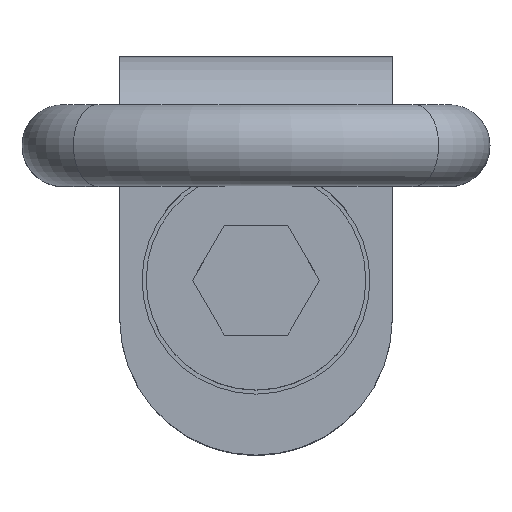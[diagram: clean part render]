
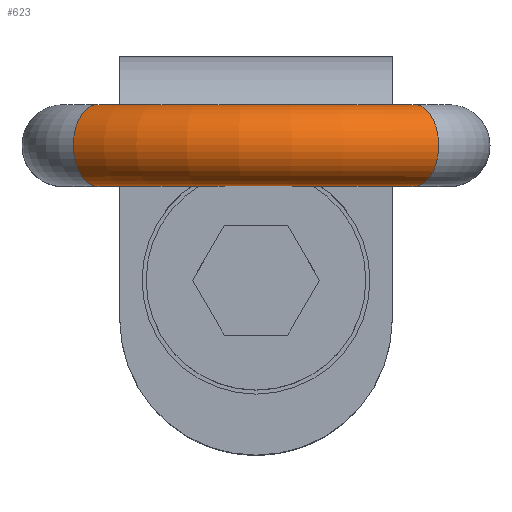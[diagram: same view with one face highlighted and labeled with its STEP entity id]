
A CAD part, top view. The second image highlights one B-rep face of the part: STEP entity #623.
In plain terms, the highlighted toroidal (fillet/blend) face has major radius 67.5 mm and minor radius 10 mm.
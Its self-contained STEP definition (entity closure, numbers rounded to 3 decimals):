
#34=TOROIDAL_SURFACE('',#2378,67.5,10.);
#286=FACE_BOUND('',#926,.T.);
#287=FACE_BOUND('',#927,.T.);
#326=CIRCLE('',#2375,10.);
#327=CIRCLE('',#2377,10.);
#623=ADVANCED_FACE('',(#286,#287),#34,.T.);
#926=EDGE_LOOP('',(#1500));
#927=EDGE_LOOP('',(#1501));
#1500=ORIENTED_EDGE('',*,*,#1990,.T.);
#1501=ORIENTED_EDGE('',*,*,#1989,.F.);
#1702=VERTEX_POINT('',#4859);
#1703=VERTEX_POINT('',#4862);
#1989=EDGE_CURVE('',#1702,#1702,#326,.T.);
#1990=EDGE_CURVE('',#1703,#1703,#327,.T.);
#2375=AXIS2_PLACEMENT_3D('',#4858,#2779,#2780);
#2377=AXIS2_PLACEMENT_3D('',#4861,#2783,#2784);
#2378=AXIS2_PLACEMENT_3D('',#4863,#2785,#2786);
#2779=DIRECTION('',(-0.815,0.,-0.579));
#2780=DIRECTION('',(-0.579,0.,0.815));
#2783=DIRECTION('',(-0.815,0.,0.579));
#2784=DIRECTION('',(0.579,0.,0.815));
#2785=DIRECTION('',(0.,-1.,0.));
#2786=DIRECTION('',(0.,0.,-1.));
#4858=CARTESIAN_POINT('',(-39.079,33.,115.537));
#4859=CARTESIAN_POINT('',(-44.868,33.,123.691));
#4861=CARTESIAN_POINT('',(39.079,33.,115.537));
#4862=CARTESIAN_POINT('',(44.868,33.,123.691));
#4863=CARTESIAN_POINT('',(0.,33.,60.5));
